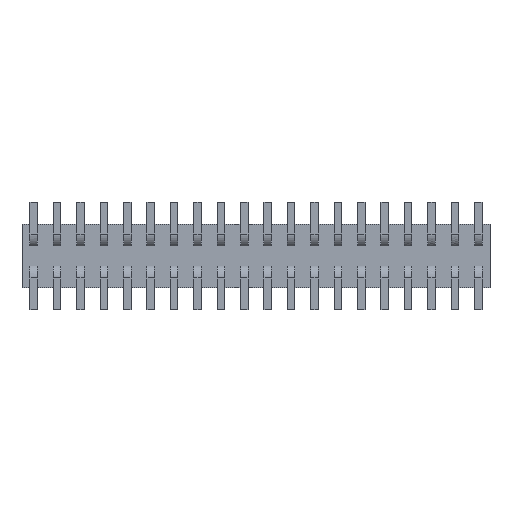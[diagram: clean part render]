
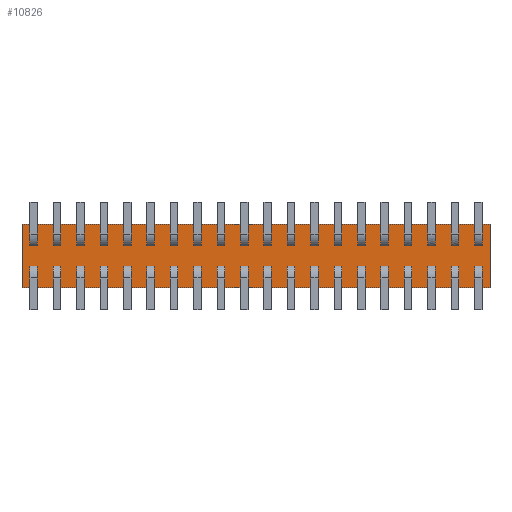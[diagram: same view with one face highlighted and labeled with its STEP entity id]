
A CAD part, front view. The second image highlights one B-rep face of the part: STEP entity #10826.
In plain terms, the highlighted planar face has unit normal (0, -1, 0).
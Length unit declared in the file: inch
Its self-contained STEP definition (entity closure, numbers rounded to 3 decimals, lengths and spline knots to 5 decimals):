
#3273=ORIENTED_EDGE('',*,*,#4803,.F.);
#3274=ORIENTED_EDGE('',*,*,#4813,.F.);
#3275=ORIENTED_EDGE('',*,*,#4810,.F.);
#3276=ORIENTED_EDGE('',*,*,#4807,.F.);
#4803=EDGE_CURVE('',#5779,#5780,#7153,.T.);
#4807=EDGE_CURVE('',#5780,#5783,#7157,.T.);
#4810=EDGE_CURVE('',#5783,#5785,#7160,.T.);
#4813=EDGE_CURVE('',#5785,#5779,#7163,.T.);
#5779=VERTEX_POINT('',#17511);
#5780=VERTEX_POINT('',#17512);
#5783=VERTEX_POINT('',#17520);
#5785=VERTEX_POINT('',#17526);
#7153=LINE('',#17510,#8531);
#7157=LINE('',#17519,#8535);
#7160=LINE('',#17525,#8538);
#7163=LINE('',#17531,#8541);
#8531=VECTOR('',#14426,39.37008);
#8535=VECTOR('',#14432,39.37008);
#8538=VECTOR('',#14437,39.37008);
#8541=VECTOR('',#14442,39.37008);
#9114=EDGE_LOOP('',(#3273,#3274,#3275,#3276));
#9686=FACE_BOUND('',#9114,.T.);
#10254=PLANE('',#11598);
#10826=ADVANCED_FACE('',(#9686),#10254,.F.);
#11598=AXIS2_PLACEMENT_3D('',#17534,#14446,#14447);
#14426=DIRECTION('',(0.,0.,1.));
#14432=DIRECTION('',(1.,0.,0.));
#14437=DIRECTION('',(0.,0.,-1.));
#14442=DIRECTION('',(-1.,0.,0.));
#14446=DIRECTION('',(0.,1.,0.));
#14447=DIRECTION('',(0.,0.,1.));
#17510=CARTESIAN_POINT('',(-0.5,0.,-0.0675));
#17511=CARTESIAN_POINT('',(-0.5,0.,-0.0675));
#17512=CARTESIAN_POINT('',(-0.5,0.,0.0675));
#17519=CARTESIAN_POINT('',(-0.5,0.,0.0675));
#17520=CARTESIAN_POINT('',(0.5,0.,0.0675));
#17525=CARTESIAN_POINT('',(0.5,0.,0.0675));
#17526=CARTESIAN_POINT('',(0.5,0.,-0.0675));
#17531=CARTESIAN_POINT('',(0.5,0.,-0.0675));
#17534=CARTESIAN_POINT('',(0.,0.,0.));
